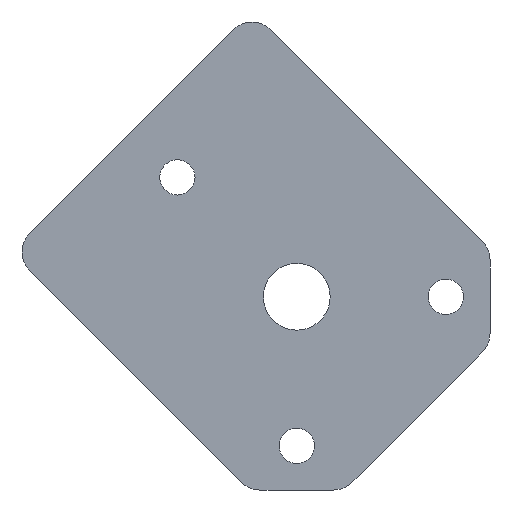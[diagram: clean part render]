
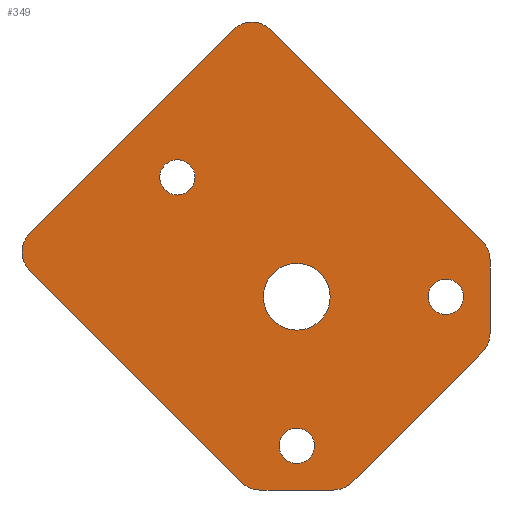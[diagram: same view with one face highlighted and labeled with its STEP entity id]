
A CAD part, left-side view. The second image highlights one B-rep face of the part: STEP entity #349.
In plain terms, the highlighted planar face has unit normal (-1, 0, 0).
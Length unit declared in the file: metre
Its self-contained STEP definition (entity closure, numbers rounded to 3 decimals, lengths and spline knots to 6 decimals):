
#33=CIRCLE('',#393,0.001727);
#34=CIRCLE('',#394,0.003264);
#35=CIRCLE('',#395,0.001727);
#36=CIRCLE('',#396,0.001727);
#37=CIRCLE('',#397,0.00254);
#38=CIRCLE('',#398,0.00254);
#39=CIRCLE('',#399,0.00254);
#40=CIRCLE('',#400,0.00254);
#41=CIRCLE('',#401,0.00254);
#42=CIRCLE('',#402,0.00254);
#85=ORIENTED_EDGE('',*,*,#171,.F.);
#86=ORIENTED_EDGE('',*,*,#172,.F.);
#87=ORIENTED_EDGE('',*,*,#173,.F.);
#88=ORIENTED_EDGE('',*,*,#174,.F.);
#89=ORIENTED_EDGE('',*,*,#155,.F.);
#90=ORIENTED_EDGE('',*,*,#175,.T.);
#91=ORIENTED_EDGE('',*,*,#149,.F.);
#92=ORIENTED_EDGE('',*,*,#176,.T.);
#93=ORIENTED_EDGE('',*,*,#147,.F.);
#94=ORIENTED_EDGE('',*,*,#177,.T.);
#95=ORIENTED_EDGE('',*,*,#143,.F.);
#96=ORIENTED_EDGE('',*,*,#178,.T.);
#97=ORIENTED_EDGE('',*,*,#139,.F.);
#98=ORIENTED_EDGE('',*,*,#179,.T.);
#99=ORIENTED_EDGE('',*,*,#159,.T.);
#100=ORIENTED_EDGE('',*,*,#180,.T.);
#139=EDGE_CURVE('',#185,#186,#219,.T.);
#143=EDGE_CURVE('',#189,#190,#223,.T.);
#147=EDGE_CURVE('',#193,#194,#227,.T.);
#149=EDGE_CURVE('',#195,#196,#229,.T.);
#155=EDGE_CURVE('',#201,#202,#235,.T.);
#159=EDGE_CURVE('',#206,#205,#239,.T.);
#171=EDGE_CURVE('',#211,#211,#33,.T.);
#172=EDGE_CURVE('',#212,#212,#34,.F.);
#173=EDGE_CURVE('',#213,#213,#35,.T.);
#174=EDGE_CURVE('',#214,#214,#36,.T.);
#175=EDGE_CURVE('',#201,#196,#37,.F.);
#176=EDGE_CURVE('',#195,#194,#38,.F.);
#177=EDGE_CURVE('',#193,#190,#39,.F.);
#178=EDGE_CURVE('',#189,#186,#40,.F.);
#179=EDGE_CURVE('',#185,#206,#41,.F.);
#180=EDGE_CURVE('',#205,#202,#42,.F.);
#185=VERTEX_POINT('',#533);
#186=VERTEX_POINT('',#535);
#189=VERTEX_POINT('',#542);
#190=VERTEX_POINT('',#544);
#193=VERTEX_POINT('',#551);
#194=VERTEX_POINT('',#553);
#195=VERTEX_POINT('',#557);
#196=VERTEX_POINT('',#558);
#201=VERTEX_POINT('',#569);
#202=VERTEX_POINT('',#571);
#205=VERTEX_POINT('',#578);
#206=VERTEX_POINT('',#580);
#211=VERTEX_POINT('',#599);
#212=VERTEX_POINT('',#601);
#213=VERTEX_POINT('',#603);
#214=VERTEX_POINT('',#605);
#219=LINE('',#534,#243);
#223=LINE('',#543,#247);
#227=LINE('',#552,#251);
#229=LINE('',#556,#253);
#235=LINE('',#570,#259);
#239=LINE('',#579,#263);
#243=VECTOR('',#423,1.);
#247=VECTOR('',#429,1.);
#251=VECTOR('',#435,1.);
#253=VECTOR('',#439,1.);
#259=VECTOR('',#447,1.);
#263=VECTOR('',#453,1.);
#276=EDGE_LOOP('',(#85));
#277=EDGE_LOOP('',(#86));
#278=EDGE_LOOP('',(#87));
#279=EDGE_LOOP('',(#88));
#280=EDGE_LOOP('',(#89,#90,#91,#92,#93,#94,#95,#96,#97,#98,#99,#100));
#310=FACE_BOUND('',#276,.T.);
#311=FACE_BOUND('',#277,.T.);
#312=FACE_BOUND('',#278,.T.);
#313=FACE_BOUND('',#279,.T.);
#314=FACE_BOUND('',#280,.T.);
#340=PLANE('',#392);
#349=ADVANCED_FACE('',(#310,#311,#312,#313,#314),#340,.F.);
#392=AXIS2_PLACEMENT_3D('',#597,#477,#478);
#393=AXIS2_PLACEMENT_3D('',#598,#479,#480);
#394=AXIS2_PLACEMENT_3D('',#600,#481,#482);
#395=AXIS2_PLACEMENT_3D('',#602,#483,#484);
#396=AXIS2_PLACEMENT_3D('',#604,#485,#486);
#397=AXIS2_PLACEMENT_3D('',#606,#487,#488);
#398=AXIS2_PLACEMENT_3D('',#607,#489,#490);
#399=AXIS2_PLACEMENT_3D('',#608,#491,#492);
#400=AXIS2_PLACEMENT_3D('',#609,#493,#494);
#401=AXIS2_PLACEMENT_3D('',#610,#495,#496);
#402=AXIS2_PLACEMENT_3D('',#611,#497,#498);
#423=DIRECTION('',(0.,0.707,-0.707));
#429=DIRECTION('',(0.,1.,0.));
#435=DIRECTION('',(0.,0.707,0.707));
#439=DIRECTION('',(0.,-0.707,0.707));
#447=DIRECTION('',(0.,-0.707,-0.707));
#453=DIRECTION('',(0.,0.,1.));
#477=DIRECTION('',(1.,0.,0.));
#478=DIRECTION('',(0.,1.,0.));
#479=DIRECTION('',(-1.,0.,0.));
#480=DIRECTION('',(0.,0.,1.));
#481=DIRECTION('',(1.,0.,0.));
#482=DIRECTION('',(0.,0.,-1.));
#483=DIRECTION('',(-1.,0.,0.));
#484=DIRECTION('',(0.,0.,1.));
#485=DIRECTION('',(-1.,0.,0.));
#486=DIRECTION('',(0.,0.,1.));
#487=DIRECTION('',(1.,0.,0.));
#488=DIRECTION('',(0.,0.,-1.));
#489=DIRECTION('',(1.,0.,0.));
#490=DIRECTION('',(0.,0.,-1.));
#491=DIRECTION('',(1.,0.,0.));
#492=DIRECTION('',(0.,0.,-1.));
#493=DIRECTION('',(1.,0.,0.));
#494=DIRECTION('',(0.,0.,-1.));
#495=DIRECTION('',(1.,0.,0.));
#496=DIRECTION('',(0.,0.,-1.));
#497=DIRECTION('',(1.,0.,0.));
#498=DIRECTION('',(0.,0.,-1.));
#533=CARTESIAN_POINT('',(0.,-0.018179,-0.005406));
#534=CARTESIAN_POINT('',(0.,-0.011793,-0.011793));
#535=CARTESIAN_POINT('',(0.,-0.005406,-0.018179));
#542=CARTESIAN_POINT('',(0.,-0.00361,-0.018923));
#543=CARTESIAN_POINT('',(0.,0.,-0.018923));
#544=CARTESIAN_POINT('',(0.,0.00361,-0.018923));
#551=CARTESIAN_POINT('',(0.,0.005406,-0.018179));
#552=CARTESIAN_POINT('',(0.,0.016319,-0.007267));
#553=CARTESIAN_POINT('',(0.,0.026179,0.002594));
#556=CARTESIAN_POINT('',(0.,0.016182,0.016182));
#557=CARTESIAN_POINT('',(0.,0.026179,0.006186));
#558=CARTESIAN_POINT('',(0.,0.006186,0.026179));
#569=CARTESIAN_POINT('',(0.,0.002594,0.026179));
#570=CARTESIAN_POINT('',(0.,-0.007267,0.016319));
#571=CARTESIAN_POINT('',(0.,-0.018179,0.005406));
#578=CARTESIAN_POINT('',(0.,-0.018923,0.00361));
#579=CARTESIAN_POINT('',(0.,-0.018923,0.));
#580=CARTESIAN_POINT('',(0.,-0.018923,-0.00361));
#597=CARTESIAN_POINT('',(0.,0.004526,0.004526));
#598=CARTESIAN_POINT('',(0.,0.011692,0.011692));
#599=CARTESIAN_POINT('',(0.,0.011692,0.013419));
#600=CARTESIAN_POINT('',(0.,0.,0.));
#601=CARTESIAN_POINT('',(0.,0.,-0.003264));
#602=CARTESIAN_POINT('',(0.,-0.014605,0.));
#603=CARTESIAN_POINT('',(0.,-0.014605,0.001727));
#604=CARTESIAN_POINT('',(0.,0.,-0.014605));
#605=CARTESIAN_POINT('',(0.,0.,-0.012878));
#606=CARTESIAN_POINT('',(0.,0.00439,0.024383));
#607=CARTESIAN_POINT('',(0.,0.024383,0.00439));
#608=CARTESIAN_POINT('',(0.,0.00361,-0.016383));
#609=CARTESIAN_POINT('',(0.,-0.00361,-0.016383));
#610=CARTESIAN_POINT('',(0.,-0.016383,-0.00361));
#611=CARTESIAN_POINT('',(0.,-0.016383,0.00361));
